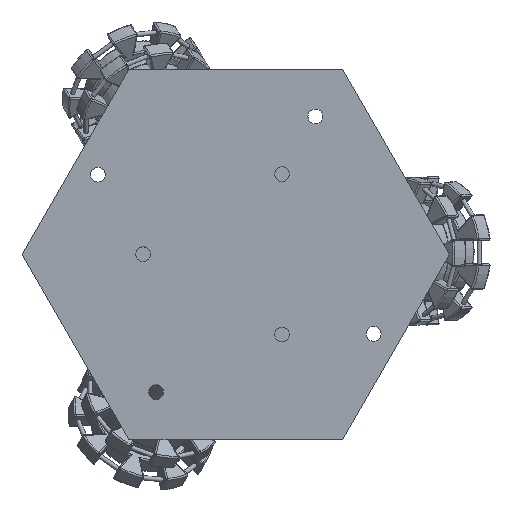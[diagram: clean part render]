
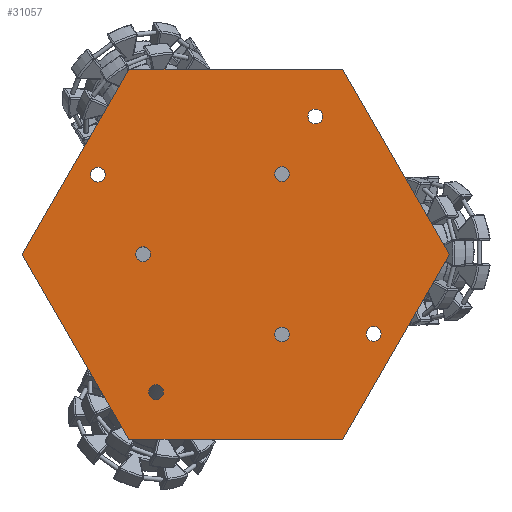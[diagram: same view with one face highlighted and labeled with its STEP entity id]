
A CAD part, top view. The second image highlights one B-rep face of the part: STEP entity #31057.
In plain terms, the highlighted planar face has unit normal (0, 0, 1).
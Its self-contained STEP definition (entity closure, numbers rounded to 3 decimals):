
#2949=LINE('',#50703,#6151);
#2950=LINE('',#50705,#6152);
#2951=LINE('',#50707,#6153);
#2952=LINE('',#50709,#6154);
#2953=LINE('',#50711,#6155);
#2954=LINE('',#50712,#6156);
#6151=VECTOR('',#41314,144.338);
#6152=VECTOR('',#41315,144.338);
#6153=VECTOR('',#41316,144.338);
#6154=VECTOR('',#41317,144.338);
#6155=VECTOR('',#41318,144.338);
#6156=VECTOR('',#41319,144.338);
#7270=FACE_BOUND('',#10211,.T.);
#7271=FACE_BOUND('',#10212,.T.);
#7272=FACE_BOUND('',#10213,.T.);
#7273=FACE_BOUND('',#10214,.T.);
#7274=FACE_BOUND('',#10215,.T.);
#7275=FACE_BOUND('',#10216,.T.);
#7276=FACE_BOUND('',#10217,.T.);
#8472=FACE_OUTER_BOUND('',#10210,.T.);
#10210=EDGE_LOOP('',(#26936,#26937,#26938,#26939,#26940,#26941));
#10211=EDGE_LOOP('',(#26942));
#10212=EDGE_LOOP('',(#26943));
#10213=EDGE_LOOP('',(#26944));
#10214=EDGE_LOOP('',(#26945));
#10215=EDGE_LOOP('',(#26946));
#10216=EDGE_LOOP('',(#26947));
#10217=EDGE_LOOP('',(#26948));
#11668=CIRCLE('',#33602,5.);
#11669=CIRCLE('',#33603,5.);
#11670=CIRCLE('',#33604,5.);
#11671=CIRCLE('',#33605,5.);
#11672=CIRCLE('',#33606,5.);
#11673=CIRCLE('',#33607,5.);
#11674=CIRCLE('',#33608,5.);
#14471=VERTEX_POINT('',#50701);
#14472=VERTEX_POINT('',#50702);
#14473=VERTEX_POINT('',#50704);
#14474=VERTEX_POINT('',#50706);
#14475=VERTEX_POINT('',#50708);
#14476=VERTEX_POINT('',#50710);
#14477=VERTEX_POINT('',#50713);
#14478=VERTEX_POINT('',#50715);
#14479=VERTEX_POINT('',#50717);
#14480=VERTEX_POINT('',#50719);
#14481=VERTEX_POINT('',#50721);
#14482=VERTEX_POINT('',#50723);
#14483=VERTEX_POINT('',#50725);
#18675=EDGE_CURVE('',#14471,#14472,#2949,.T.);
#18676=EDGE_CURVE('',#14472,#14473,#2950,.T.);
#18677=EDGE_CURVE('',#14473,#14474,#2951,.T.);
#18678=EDGE_CURVE('',#14474,#14475,#2952,.T.);
#18679=EDGE_CURVE('',#14475,#14476,#2953,.T.);
#18680=EDGE_CURVE('',#14476,#14471,#2954,.T.);
#18681=EDGE_CURVE('',#14477,#14477,#11668,.T.);
#18682=EDGE_CURVE('',#14478,#14478,#11669,.T.);
#18683=EDGE_CURVE('',#14479,#14479,#11670,.T.);
#18684=EDGE_CURVE('',#14480,#14480,#11671,.T.);
#18685=EDGE_CURVE('',#14481,#14481,#11672,.T.);
#18686=EDGE_CURVE('',#14482,#14482,#11673,.T.);
#18687=EDGE_CURVE('',#14483,#14483,#11674,.T.);
#26936=ORIENTED_EDGE('',*,*,#18675,.T.);
#26937=ORIENTED_EDGE('',*,*,#18676,.T.);
#26938=ORIENTED_EDGE('',*,*,#18677,.T.);
#26939=ORIENTED_EDGE('',*,*,#18678,.T.);
#26940=ORIENTED_EDGE('',*,*,#18679,.T.);
#26941=ORIENTED_EDGE('',*,*,#18680,.T.);
#26942=ORIENTED_EDGE('',*,*,#18681,.T.);
#26943=ORIENTED_EDGE('',*,*,#18682,.T.);
#26944=ORIENTED_EDGE('',*,*,#18683,.T.);
#26945=ORIENTED_EDGE('',*,*,#18684,.T.);
#26946=ORIENTED_EDGE('',*,*,#18685,.T.);
#26947=ORIENTED_EDGE('',*,*,#18686,.T.);
#26948=ORIENTED_EDGE('',*,*,#18687,.T.);
#29807=PLANE('',#33601);
#31057=ADVANCED_FACE('',(#8472,#7270,#7271,#7272,#7273,#7274,#7275,#7276),
#29807,.T.);
#33601=AXIS2_PLACEMENT_3D('',#50700,#41312,#41313);
#33602=AXIS2_PLACEMENT_3D('',#50714,#41320,#41321);
#33603=AXIS2_PLACEMENT_3D('',#50716,#41322,#41323);
#33604=AXIS2_PLACEMENT_3D('',#50718,#41324,#41325);
#33605=AXIS2_PLACEMENT_3D('',#50720,#41326,#41327);
#33606=AXIS2_PLACEMENT_3D('',#50722,#41328,#41329);
#33607=AXIS2_PLACEMENT_3D('',#50724,#41330,#41331);
#33608=AXIS2_PLACEMENT_3D('',#50726,#41332,#41333);
#41312=DIRECTION('center_axis',(0.,0.,
1.));
#41313=DIRECTION('ref_axis',(-0.5,-0.866,0.));
#41314=DIRECTION('',(-0.5,-0.866,0.));
#41315=DIRECTION('',(0.5,-0.866,0.));
#41316=DIRECTION('',(1.,0.,0.));
#41317=DIRECTION('',(0.5,0.866,0.));
#41318=DIRECTION('',(-0.5,0.866,0.));
#41319=DIRECTION('',(-1.,0.,0.));
#41320=DIRECTION('center_axis',(0.,0.,
-1.));
#41321=DIRECTION('ref_axis',(-0.5,-0.866,0.));
#41322=DIRECTION('center_axis',(0.,0.,
-1.));
#41323=DIRECTION('ref_axis',(-0.5,-0.866,0.));
#41324=DIRECTION('center_axis',(0.,0.,
-1.));
#41325=DIRECTION('ref_axis',(-0.5,-0.866,0.));
#41326=DIRECTION('center_axis',(0.,0.,
-1.));
#41327=DIRECTION('ref_axis',(-0.5,-0.866,0.));
#41328=DIRECTION('center_axis',(0.,0.,
-1.));
#41329=DIRECTION('ref_axis',(-0.5,-0.866,0.));
#41330=DIRECTION('center_axis',(0.,0.,
-1.));
#41331=DIRECTION('ref_axis',(-0.5,-0.866,0.));
#41332=DIRECTION('center_axis',(0.,0.,
-1.));
#41333=DIRECTION('ref_axis',(-0.5,-0.866,0.));
#50700=CARTESIAN_POINT('Origin',(-108.253,62.5,0.));
#50701=CARTESIAN_POINT('',(-72.169,125.,0.));
#50702=CARTESIAN_POINT('',(-144.338,0.,0.));
#50703=CARTESIAN_POINT('',(-72.169,125.,0.));
#50704=CARTESIAN_POINT('',(-72.169,-125.,0.));
#50705=CARTESIAN_POINT('',(-144.338,0.,0.));
#50706=CARTESIAN_POINT('',(72.169,-125.,0.));
#50707=CARTESIAN_POINT('',(-72.169,-125.,0.));
#50708=CARTESIAN_POINT('',(144.338,0.,0.));
#50709=CARTESIAN_POINT('',(72.169,-125.,0.));
#50710=CARTESIAN_POINT('',(72.169,125.,0.));
#50711=CARTESIAN_POINT('',(144.338,0.,0.));
#50712=CARTESIAN_POINT('',(72.169,125.,0.));
#50713=CARTESIAN_POINT('',(28.75,-58.457,0.));
#50714=CARTESIAN_POINT('Origin',(31.25,-54.127,0.));
#50715=CARTESIAN_POINT('',(-56.25,-97.428,0.));
#50716=CARTESIAN_POINT('Origin',(-53.75,-93.098,0.));
#50717=CARTESIAN_POINT('',(28.75,49.796,0.));
#50718=CARTESIAN_POINT('Origin',(31.25,54.127,0.));
#50719=CARTESIAN_POINT('',(51.25,88.768,0.));
#50720=CARTESIAN_POINT('Origin',(53.75,93.098,0.));
#50721=CARTESIAN_POINT('',(90.598,-58.08,0.));
#50722=CARTESIAN_POINT('Origin',(93.098,-53.75,0.));
#50723=CARTESIAN_POINT('',(-95.598,49.42,0.));
#50724=CARTESIAN_POINT('Origin',(-93.098,53.75,0.));
#50725=CARTESIAN_POINT('',(-65.,-4.33,0.));
#50726=CARTESIAN_POINT('Origin',(-62.5,0.,
0.));
